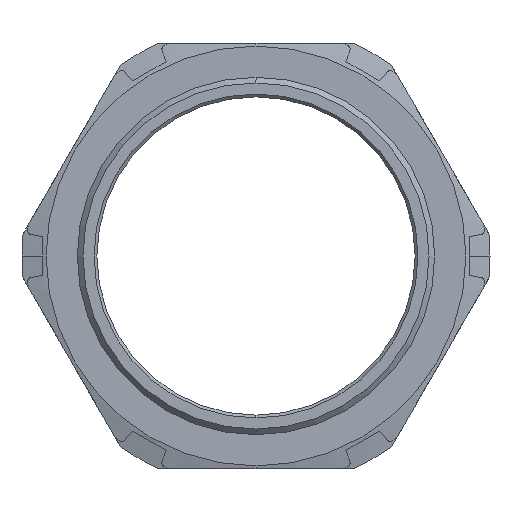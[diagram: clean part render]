
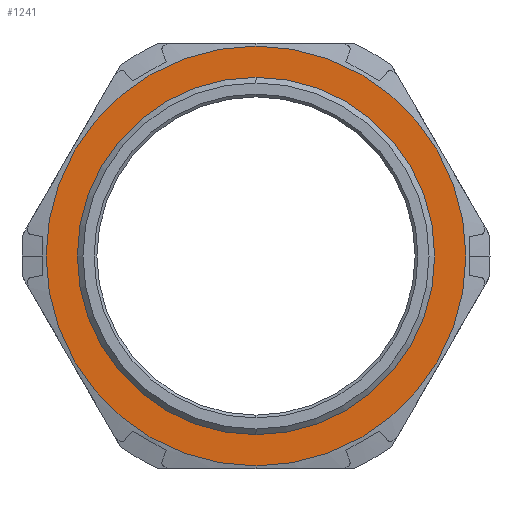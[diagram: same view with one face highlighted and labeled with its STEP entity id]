
A CAD part, left-side view. The second image highlights one B-rep face of the part: STEP entity #1241.
In plain terms, the highlighted planar face has unit normal (-1, 0, 0).
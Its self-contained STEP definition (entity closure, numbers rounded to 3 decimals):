
#176 = ORIENTED_EDGE ( 'NONE', *, *, #3262, .T. ) ;
#222 = DIRECTION ( 'NONE',  ( 0., 0., 1. ) ) ;
#306 = VERTEX_POINT ( 'NONE', #1149 ) ;
#422 = VERTEX_POINT ( 'NONE', #2563 ) ;
#533 = CARTESIAN_POINT ( 'NONE',  ( 15.3, 0., 31.5 ) ) ;
#543 = DIRECTION ( 'NONE',  ( -1., 0., 0. ) ) ;
#566 = DIRECTION ( 'NONE',  ( 0., 0., 1. ) ) ;
#730 = VERTEX_POINT ( 'NONE', #533 ) ;
#736 = CARTESIAN_POINT ( 'NONE',  ( 15.3, 0., 0. ) ) ;
#777 = EDGE_LOOP ( 'NONE', ( #176, #3619 ) ) ;
#814 = DIRECTION ( 'NONE',  ( 0., 0., 1. ) ) ;
#845 = CARTESIAN_POINT ( 'NONE',  ( 15.3, 0., 0. ) ) ;
#986 = AXIS2_PLACEMENT_3D ( 'NONE', #1108, #1413, #814 ) ;
#1108 = CARTESIAN_POINT ( 'NONE',  ( 15.3, 0., 0. ) ) ;
#1141 = ORIENTED_EDGE ( 'NONE', *, *, #1670, .F. ) ;
#1149 = CARTESIAN_POINT ( 'NONE',  ( 15.3, 0., -37. ) ) ;
#1218 = CIRCLE ( 'NONE', #2171, 31.5 ) ;
#1241 = ADVANCED_FACE ( 'NONE', ( #1450, #2015 ), #3161, .T. ) ;
#1331 = DIRECTION ( 'NONE',  ( 0., 0., 1. ) ) ;
#1381 = DIRECTION ( 'NONE',  ( 0., 0., 1. ) ) ;
#1401 = CIRCLE ( 'NONE', #3491, 31.5 ) ;
#1413 = DIRECTION ( 'NONE',  ( -1., 0., 0. ) ) ;
#1431 = EDGE_CURVE ( 'NONE', #306, #422, #2818, .T. ) ;
#1450 = FACE_BOUND ( 'NONE', #1954, .T. ) ;
#1670 = EDGE_CURVE ( 'NONE', #730, #2217, #1401, .T. ) ;
#1715 = CARTESIAN_POINT ( 'NONE',  ( 15.3, 0., -31.5 ) ) ;
#1842 = EDGE_CURVE ( 'NONE', #2217, #730, #1218, .T. ) ;
#1954 = EDGE_LOOP ( 'NONE', ( #3217, #1141 ) ) ;
#1963 = CARTESIAN_POINT ( 'NONE',  ( 15.3, 0., -31.5 ) ) ;
#2015 = FACE_OUTER_BOUND ( 'NONE', #777, .T. ) ;
#2171 = AXIS2_PLACEMENT_3D ( 'NONE', #845, #2218, #566 ) ;
#2217 = VERTEX_POINT ( 'NONE', #1715 ) ;
#2218 = DIRECTION ( 'NONE',  ( -1., 0., 0. ) ) ;
#2270 = CARTESIAN_POINT ( 'NONE',  ( 15.3, 0., 0. ) ) ;
#2563 = CARTESIAN_POINT ( 'NONE',  ( 15.3, 0., 37. ) ) ;
#2785 = DIRECTION ( 'NONE',  ( -1., 0., 0. ) ) ;
#2818 = CIRCLE ( 'NONE', #986, 37. ) ;
#2819 = AXIS2_PLACEMENT_3D ( 'NONE', #1963, #2785, #222 ) ;
#3014 = CIRCLE ( 'NONE', #3197, 37. ) ;
#3161 = PLANE ( 'NONE',  #2819 ) ;
#3197 = AXIS2_PLACEMENT_3D ( 'NONE', #2270, #543, #1381 ) ;
#3217 = ORIENTED_EDGE ( 'NONE', *, *, #1842, .F. ) ;
#3262 = EDGE_CURVE ( 'NONE', #422, #306, #3014, .T. ) ;
#3491 = AXIS2_PLACEMENT_3D ( 'NONE', #736, #3562, #1331 ) ;
#3562 = DIRECTION ( 'NONE',  ( -1., 0., 0. ) ) ;
#3619 = ORIENTED_EDGE ( 'NONE', *, *, #1431, .T. ) ;
